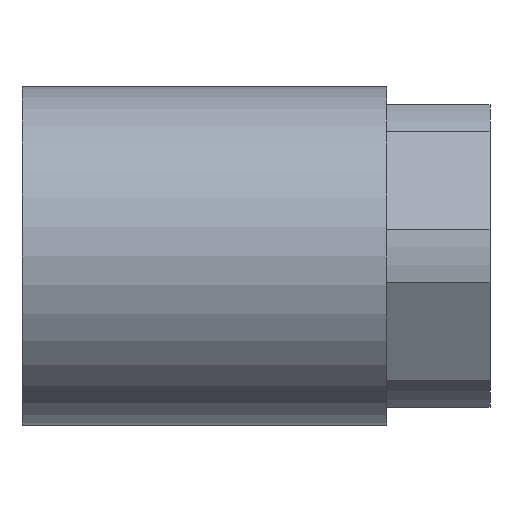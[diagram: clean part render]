
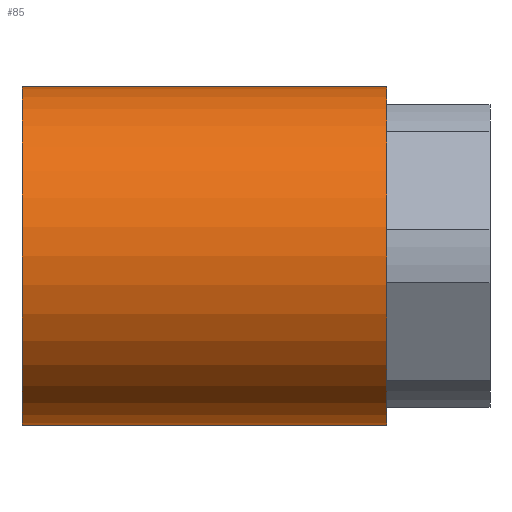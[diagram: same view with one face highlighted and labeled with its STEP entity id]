
A CAD part, front view. The second image highlights one B-rep face of the part: STEP entity #85.
In plain terms, the highlighted cylindrical face has radius 21.85 mm (diameter 43.7 mm), a full revolution.
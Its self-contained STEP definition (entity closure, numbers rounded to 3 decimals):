
#85 = ADVANCED_FACE( '', ( #172, #173 ), #174, .T. );
#172 = FACE_OUTER_BOUND( '', #251, .T. );
#173 = FACE_OUTER_BOUND( '', #252, .T. );
#174 = CYLINDRICAL_SURFACE( '', #253, 21.85 );
#251 = EDGE_LOOP( '', ( #422 ) );
#252 = EDGE_LOOP( '', ( #423 ) );
#253 = AXIS2_PLACEMENT_3D( '', #424, #425, #426 );
#422 = ORIENTED_EDGE( '', *, *, #434, .T. );
#423 = ORIENTED_EDGE( '', *, *, #472, .F. );
#424 = CARTESIAN_POINT( '', ( 60.4, 0., 0. ) );
#425 = DIRECTION( '', ( -1., 0., 0. ) );
#426 = DIRECTION( '', ( 0., 0., -1. ) );
#434 = EDGE_CURVE( '', #504, #504, #505, .T. );
#472 = EDGE_CURVE( '', #564, #564, #565, .T. );
#504 = VERTEX_POINT( '', #603 );
#505 = CIRCLE( '', #604, 21.85 );
#564 = VERTEX_POINT( '', #678 );
#565 = CIRCLE( '', #679, 21.85 );
#603 = CARTESIAN_POINT( '', ( 0., 0., -21.85 ) );
#604 = AXIS2_PLACEMENT_3D( '', #721, #722, #723 );
#678 = CARTESIAN_POINT( '', ( 47.067, 0., -21.85 ) );
#679 = AXIS2_PLACEMENT_3D( '', #775, #776, #777 );
#721 = CARTESIAN_POINT( '', ( 0., 0., 0. ) );
#722 = DIRECTION( '', ( 1., 0., 0. ) );
#723 = DIRECTION( '', ( 0., 0., -1. ) );
#775 = CARTESIAN_POINT( '', ( 47.067, 0., 0. ) );
#776 = DIRECTION( '', ( 1., 0., 0. ) );
#777 = DIRECTION( '', ( 0., 0., -1. ) );
